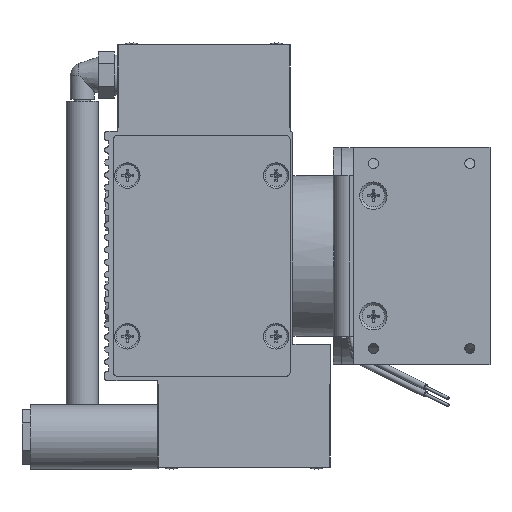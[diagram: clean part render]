
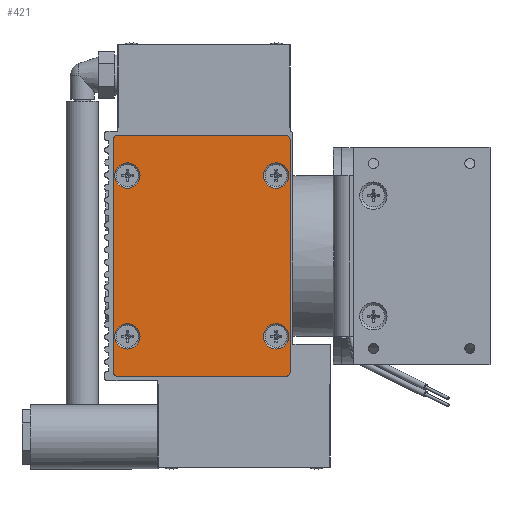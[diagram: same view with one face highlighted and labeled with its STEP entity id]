
A CAD part, front view. The second image highlights one B-rep face of the part: STEP entity #421.
In plain terms, the highlighted planar face has unit normal (0, -1, 0).
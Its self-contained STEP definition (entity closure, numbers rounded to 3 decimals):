
#298=CARTESIAN_POINT('',(-19.0,-24.,23.15));
#299=VERTEX_POINT('',#298);
#300=CARTESIAN_POINT('',(-19.0,-24.,20.0));
#301=DIRECTION('',(0.0,1.0,0.0));
#302=DIRECTION('',(0.0,0.0,1.0));
#303=AXIS2_PLACEMENT_3D('',#300,#301,#302);
#304=CIRCLE('',#303,3.15);
#305=EDGE_CURVE('',#299,#299,#304,.T.);
#310=CARTESIAN_POINT('',(-0.5,-24.,0.0));
#311=DIRECTION('',(0.0,-1.0,0.0));
#312=DIRECTION('',(0.0,0.0,-1.0));
#313=AXIS2_PLACEMENT_3D('',#310,#311,#312);
#314=PLANE('',#313);
#315=CARTESIAN_POINT('',(21.5,-24.,28.8));
#316=VERTEX_POINT('',#315);
#317=CARTESIAN_POINT('',(20.3,-24.,30.0));
#318=VERTEX_POINT('',#317);
#319=CARTESIAN_POINT('',(20.3,-24.,28.8));
#320=DIRECTION('',(0.0,-1.0,0.0));
#321=DIRECTION('',(1.0,0.0,0.0));
#322=AXIS2_PLACEMENT_3D('',#319,#320,#321);
#323=CIRCLE('',#322,1.2);
#324=EDGE_CURVE('',#316,#318,#323,.T.);
#325=ORIENTED_EDGE('',*,*,#324,.T.);
#326=CARTESIAN_POINT('',(-21.3,-24.,30.0));
#327=VERTEX_POINT('',#326);
#328=CARTESIAN_POINT('',(20.3,-24.,30.0));
#329=DIRECTION('',(-1.0,0.0,0.0));
#330=VECTOR('',#329,41.6);
#331=LINE('',#328,#330);
#332=EDGE_CURVE('',#318,#327,#331,.T.);
#333=ORIENTED_EDGE('',*,*,#332,.T.);
#334=CARTESIAN_POINT('',(-22.5,-24.,28.8));
#335=VERTEX_POINT('',#334);
#336=CARTESIAN_POINT('',(-21.3,-24.,28.8));
#337=DIRECTION('',(0.0,-1.0,0.0));
#338=DIRECTION('',(0.0,0.0,1.0));
#339=AXIS2_PLACEMENT_3D('',#336,#337,#338);
#340=CIRCLE('',#339,1.2);
#341=EDGE_CURVE('',#327,#335,#340,.T.);
#342=ORIENTED_EDGE('',*,*,#341,.T.);
#343=CARTESIAN_POINT('',(-22.5,-24.,-28.8));
#344=VERTEX_POINT('',#343);
#345=CARTESIAN_POINT('',(-22.5,-24.,28.8));
#346=DIRECTION('',(0.0,0.0,-1.0));
#347=VECTOR('',#346,57.6);
#348=LINE('',#345,#347);
#349=EDGE_CURVE('',#335,#344,#348,.T.);
#350=ORIENTED_EDGE('',*,*,#349,.T.);
#351=CARTESIAN_POINT('',(-21.3,-24.,-30.0));
#352=VERTEX_POINT('',#351);
#353=CARTESIAN_POINT('',(-21.3,-24.,-28.8));
#354=DIRECTION('',(0.0,-1.0,0.0));
#355=DIRECTION('',(-1.0,0.0,0.0));
#356=AXIS2_PLACEMENT_3D('',#353,#354,#355);
#357=CIRCLE('',#356,1.2);
#358=EDGE_CURVE('',#344,#352,#357,.T.);
#359=ORIENTED_EDGE('',*,*,#358,.T.);
#360=CARTESIAN_POINT('',(20.3,-24.,-30.0));
#361=VERTEX_POINT('',#360);
#362=CARTESIAN_POINT('',(-21.3,-24.,-30.0));
#363=DIRECTION('',(1.0,0.0,0.0));
#364=VECTOR('',#363,41.6);
#365=LINE('',#362,#364);
#366=EDGE_CURVE('',#352,#361,#365,.T.);
#367=ORIENTED_EDGE('',*,*,#366,.T.);
#368=CARTESIAN_POINT('',(21.5,-24.,-28.8));
#369=VERTEX_POINT('',#368);
#370=CARTESIAN_POINT('',(20.3,-24.,-28.8));
#371=DIRECTION('',(0.0,-1.0,0.0));
#372=DIRECTION('',(0.0,0.0,-1.0));
#373=AXIS2_PLACEMENT_3D('',#370,#371,#372);
#374=CIRCLE('',#373,1.2);
#375=EDGE_CURVE('',#361,#369,#374,.T.);
#376=ORIENTED_EDGE('',*,*,#375,.T.);
#377=CARTESIAN_POINT('',(21.5,-24.,-28.8));
#378=DIRECTION('',(0.0,0.0,1.0));
#379=VECTOR('',#378,57.6);
#380=LINE('',#377,#379);
#381=EDGE_CURVE('',#369,#316,#380,.T.);
#382=ORIENTED_EDGE('',*,*,#381,.T.);
#383=EDGE_LOOP('',(#325,#333,#342,#350,#359,#367,#376,#382));
#384=FACE_OUTER_BOUND('',#383,.T.);
#385=CARTESIAN_POINT('',(-19.0,-24.,-16.85));
#386=VERTEX_POINT('',#385);
#387=CARTESIAN_POINT('',(-19.0,-24.,-20.0));
#388=DIRECTION('',(0.0,1.0,0.0));
#389=DIRECTION('',(0.0,0.0,1.0));
#390=AXIS2_PLACEMENT_3D('',#387,#388,#389);
#391=CIRCLE('',#390,3.15);
#392=EDGE_CURVE('',#386,#386,#391,.T.);
#393=ORIENTED_EDGE('',*,*,#392,.T.);
#394=EDGE_LOOP('',(#393));
#395=FACE_BOUND('',#394,.T.);
#396=ORIENTED_EDGE('',*,*,#305,.T.);
#397=EDGE_LOOP('',(#396));
#398=FACE_BOUND('',#397,.T.);
#399=CARTESIAN_POINT('',(18.0,-24.,-16.85));
#400=VERTEX_POINT('',#399);
#401=CARTESIAN_POINT('',(18.0,-24.,-20.0));
#402=DIRECTION('',(0.0,1.0,0.0));
#403=DIRECTION('',(0.0,0.0,1.0));
#404=AXIS2_PLACEMENT_3D('',#401,#402,#403);
#405=CIRCLE('',#404,3.15);
#406=EDGE_CURVE('',#400,#400,#405,.T.);
#407=ORIENTED_EDGE('',*,*,#406,.T.);
#408=EDGE_LOOP('',(#407));
#409=FACE_BOUND('',#408,.T.);
#410=CARTESIAN_POINT('',(18.0,-24.,23.15));
#411=VERTEX_POINT('',#410);
#412=CARTESIAN_POINT('',(18.0,-24.,20.0));
#413=DIRECTION('',(0.0,1.0,0.0));
#414=DIRECTION('',(0.0,0.0,1.0));
#415=AXIS2_PLACEMENT_3D('',#412,#413,#414);
#416=CIRCLE('',#415,3.15);
#417=EDGE_CURVE('',#411,#411,#416,.T.);
#418=ORIENTED_EDGE('',*,*,#417,.T.);
#419=EDGE_LOOP('',(#418));
#420=FACE_BOUND('',#419,.T.);
#421=ADVANCED_FACE('',(#384,#395,#398,#409,#420),#314,.T.);
